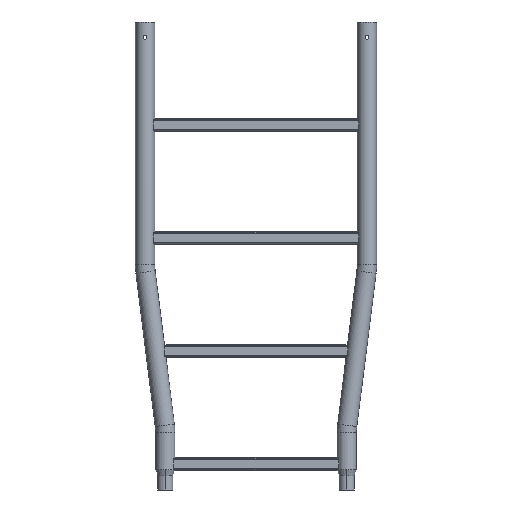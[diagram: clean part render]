
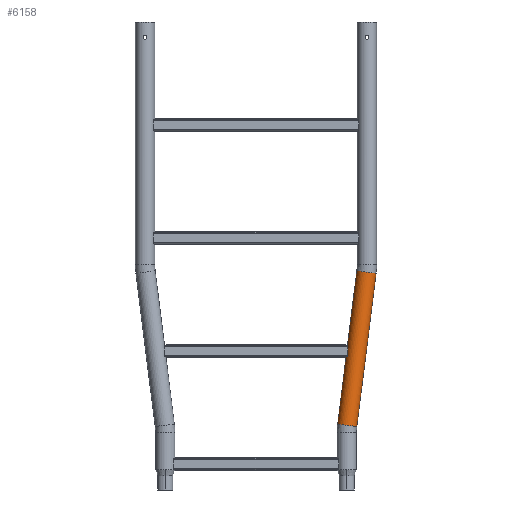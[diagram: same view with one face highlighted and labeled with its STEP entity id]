
A CAD part, left-side view. The second image highlights one B-rep face of the part: STEP entity #6158.
In plain terms, the highlighted cylindrical face has radius 24 mm (diameter 48 mm), a partial arc.
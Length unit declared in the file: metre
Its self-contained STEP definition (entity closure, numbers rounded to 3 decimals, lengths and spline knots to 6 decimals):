
#843 = VERTEX_POINT ( 'NONE', #9157 ) ;
#1181 = CIRCLE ( 'NONE', #4014, 0.024 ) ;
#1837 = VERTEX_POINT ( 'NONE', #2191 ) ;
#2191 = CARTESIAN_POINT ( 'NONE',  ( 0., -0.202315, 0.113489 ) ) ;
#2248 = CARTESIAN_POINT ( 'NONE',  ( 0., -0.226127, 0.110493 ) ) ;
#2454 = CARTESIAN_POINT ( 'NONE',  ( 0., -0.202315, 0.113489 ) ) ;
#3344 = CIRCLE ( 'NONE', #10506, 0.024 ) ;
#3653 = DIRECTION ( 'NONE',  ( 1., 0., 0. ) ) ;
#3802 = AXIS2_PLACEMENT_3D ( 'NONE', #2248, #11347, #10280 ) ;
#4014 = AXIS2_PLACEMENT_3D ( 'NONE', #7603, #4871, #11024 ) ;
#4355 = VERTEX_POINT ( 'NONE', #8056 ) ;
#4763 = CARTESIAN_POINT ( 'NONE',  ( 0., -0.226127, 0.110493 ) ) ;
#4871 = DIRECTION ( 'NONE',  ( 0., -0.125, 0.992 ) ) ;
#5215 = VECTOR ( 'NONE', #6644, 1. ) ;
#5857 = CYLINDRICAL_SURFACE ( 'NONE', #3802, 0.024 ) ;
#5898 = VERTEX_POINT ( 'NONE', #8932 ) ;
#6057 = DIRECTION ( 'NONE',  ( 0., -0.125, 0.992 ) ) ;
#6158 = ADVANCED_FACE ( 'NONE', ( #9391 ), #5857, .T. ) ;
#6571 = VECTOR ( 'NONE', #6057, 1. ) ;
#6644 = DIRECTION ( 'NONE',  ( 0., -0.125, 0.992 ) ) ;
#6948 = LINE ( 'NONE', #2454, #6571 ) ;
#7310 = DIRECTION ( 'NONE',  ( 0., -0.125, 0.992 ) ) ;
#7472 = CARTESIAN_POINT ( 'NONE',  ( 0., -0.24994, 0.107498 ) ) ;
#7603 = CARTESIAN_POINT ( 'NONE',  ( 0., -0.273873, 0.490001 ) ) ;
#7736 = EDGE_CURVE ( 'NONE', #1837, #843, #3344, .T. ) ;
#8056 = CARTESIAN_POINT ( 'NONE',  ( 0., -0.297685, 0.487006 ) ) ;
#8932 = CARTESIAN_POINT ( 'NONE',  ( 0., -0.25006, 0.492997 ) ) ;
#8969 = EDGE_CURVE ( 'NONE', #1837, #5898, #6948, .T. ) ;
#9157 = CARTESIAN_POINT ( 'NONE',  ( 0., -0.24994, 0.107498 ) ) ;
#9168 = LINE ( 'NONE', #7472, #5215 ) ;
#9384 = EDGE_CURVE ( 'NONE', #5898, #4355, #1181, .T. ) ;
#9391 = FACE_OUTER_BOUND ( 'NONE', #11189, .T. ) ;
#10280 = DIRECTION ( 'NONE',  ( 0., -0.992, -0.125 ) ) ;
#10506 = AXIS2_PLACEMENT_3D ( 'NONE', #4763, #7310, #3653 ) ;
#10838 = EDGE_CURVE ( 'NONE', #843, #4355, #9168, .T. ) ;
#10913 = ORIENTED_EDGE ( 'NONE', *, *, #9384, .F. ) ;
#11024 = DIRECTION ( 'NONE',  ( 1., 0., 0. ) ) ;
#11133 = ORIENTED_EDGE ( 'NONE', *, *, #10838, .T. ) ;
#11189 = EDGE_LOOP ( 'NONE', ( #11698, #11227, #11133, #10913 ) ) ;
#11227 = ORIENTED_EDGE ( 'NONE', *, *, #7736, .T. ) ;
#11347 = DIRECTION ( 'NONE',  ( 0., -0.125, 0.992 ) ) ;
#11698 = ORIENTED_EDGE ( 'NONE', *, *, #8969, .F. ) ;
